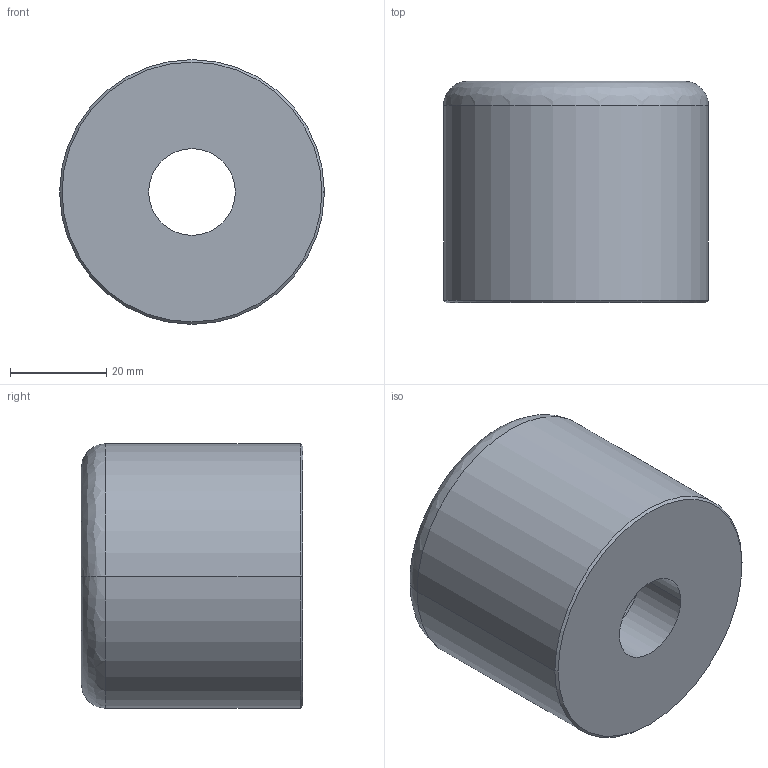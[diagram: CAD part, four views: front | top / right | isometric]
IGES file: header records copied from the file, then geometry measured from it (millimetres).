
Start section:  PTC IGES file: rouleau_remorque.igs
Global section: file name: rouleau_remorque.igs; native system: Pro/ENGINEER by Parametric Technology Corporation; preprocessor: 2006380; author: Utilisateur; organization: Unknown; date: 20241102.214827; units: millimetre
Bounding box: 55 x 46 x 55 mm (x, y, z)
Surface area: 15507.9 mm2 (no closed solid volume)
Topology: 0 solids, 0 shells, 15 faces, 60 edges, 60 vertices
Faces by surface type: revolution 12, bspline 3
